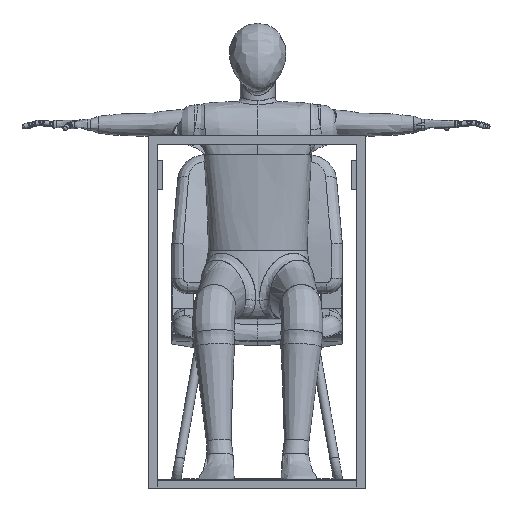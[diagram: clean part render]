
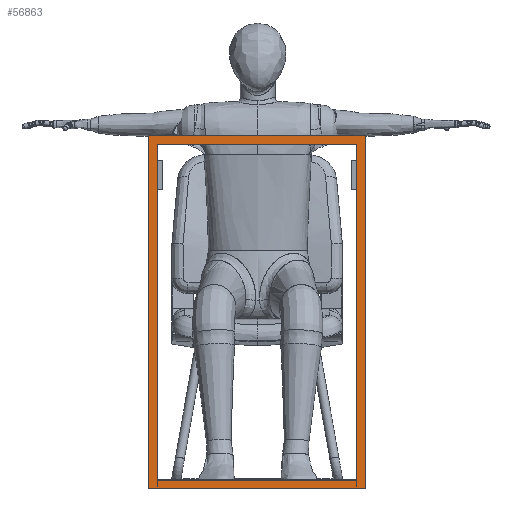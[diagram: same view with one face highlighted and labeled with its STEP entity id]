
A CAD part, front view. The second image highlights one B-rep face of the part: STEP entity #56863.
In plain terms, the highlighted planar face has unit normal (0, -1, 0).
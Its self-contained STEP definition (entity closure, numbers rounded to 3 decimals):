
#56397 = VERTEX_POINT('',#56398);
#56398 = CARTESIAN_POINT('',(-275.,-625.,950.));
#56410 = VERTEX_POINT('',#56411);
#56411 = CARTESIAN_POINT('',(275.,-625.,950.));
#56417 = EDGE_CURVE('',#56397,#56410,#56418,.T.);
#56418 = LINE('',#56419,#56420);
#56419 = CARTESIAN_POINT('',(-275.,-625.,950.));
#56420 = VECTOR('',#56421,1.);
#56421 = DIRECTION('',(1.,0.,0.));
#56432 = EDGE_CURVE('',#56433,#56397,#56435,.T.);
#56433 = VERTEX_POINT('',#56434);
#56434 = CARTESIAN_POINT('',(-275.,-625.,25.));
#56435 = LINE('',#56436,#56437);
#56436 = CARTESIAN_POINT('',(-275.,-625.,25.));
#56437 = VECTOR('',#56438,1.);
#56438 = DIRECTION('',(0.,0.,1.));
#56458 = VERTEX_POINT('',#56459);
#56459 = CARTESIAN_POINT('',(275.,-625.,25.));
#56465 = EDGE_CURVE('',#56458,#56410,#56466,.T.);
#56466 = LINE('',#56467,#56468);
#56467 = CARTESIAN_POINT('',(275.,-625.,25.));
#56468 = VECTOR('',#56469,1.);
#56469 = DIRECTION('',(0.,0.,1.));
#56479 = EDGE_CURVE('',#56480,#56482,#56484,.T.);
#56480 = VERTEX_POINT('',#56481);
#56481 = CARTESIAN_POINT('',(-300.,-625.,975.));
#56482 = VERTEX_POINT('',#56483);
#56483 = CARTESIAN_POINT('',(300.,-625.,975.));
#56484 = LINE('',#56485,#56486);
#56485 = CARTESIAN_POINT('',(-300.,-625.,975.));
#56486 = VECTOR('',#56487,1.);
#56487 = DIRECTION('',(1.,0.,0.));
#56554 = EDGE_CURVE('',#56433,#56458,#56555,.T.);
#56555 = LINE('',#56556,#56557);
#56556 = CARTESIAN_POINT('',(300.,-625.,25.));
#56557 = VECTOR('',#56558,1.);
#56558 = DIRECTION('',(1.,0.,0.));
#56863 = ADVANCED_FACE('',(#56864,#56889),#56895,.T.);
#56864 = FACE_BOUND('',#56865,.T.);
#56865 = EDGE_LOOP('',(#56866,#56867,#56875,#56883));
#56866 = ORIENTED_EDGE('',*,*,#56479,.F.);
#56867 = ORIENTED_EDGE('',*,*,#56868,.F.);
#56868 = EDGE_CURVE('',#56869,#56480,#56871,.T.);
#56869 = VERTEX_POINT('',#56870);
#56870 = CARTESIAN_POINT('',(-300.,-625.,0.));
#56871 = LINE('',#56872,#56873);
#56872 = CARTESIAN_POINT('',(-300.,-625.,0.));
#56873 = VECTOR('',#56874,1.);
#56874 = DIRECTION('',(0.,0.,1.));
#56875 = ORIENTED_EDGE('',*,*,#56876,.F.);
#56876 = EDGE_CURVE('',#56877,#56869,#56879,.T.);
#56877 = VERTEX_POINT('',#56878);
#56878 = CARTESIAN_POINT('',(300.,-625.,0.));
#56879 = LINE('',#56880,#56881);
#56880 = CARTESIAN_POINT('',(300.,-625.,0.));
#56881 = VECTOR('',#56882,1.);
#56882 = DIRECTION('',(-1.,0.,0.));
#56883 = ORIENTED_EDGE('',*,*,#56884,.T.);
#56884 = EDGE_CURVE('',#56877,#56482,#56885,.T.);
#56885 = LINE('',#56886,#56887);
#56886 = CARTESIAN_POINT('',(300.,-625.,0.));
#56887 = VECTOR('',#56888,1.);
#56888 = DIRECTION('',(0.,0.,1.));
#56889 = FACE_BOUND('',#56890,.T.);
#56890 = EDGE_LOOP('',(#56891,#56892,#56893,#56894));
#56891 = ORIENTED_EDGE('',*,*,#56465,.F.);
#56892 = ORIENTED_EDGE('',*,*,#56554,.F.);
#56893 = ORIENTED_EDGE('',*,*,#56432,.T.);
#56894 = ORIENTED_EDGE('',*,*,#56417,.T.);
#56895 = PLANE('',#56896);
#56896 = AXIS2_PLACEMENT_3D('',#56897,#56898,#56899);
#56897 = CARTESIAN_POINT('',(-300.,-625.,0.));
#56898 = DIRECTION('',(0.,-1.,0.));
#56899 = DIRECTION('',(1.,0.,0.));
